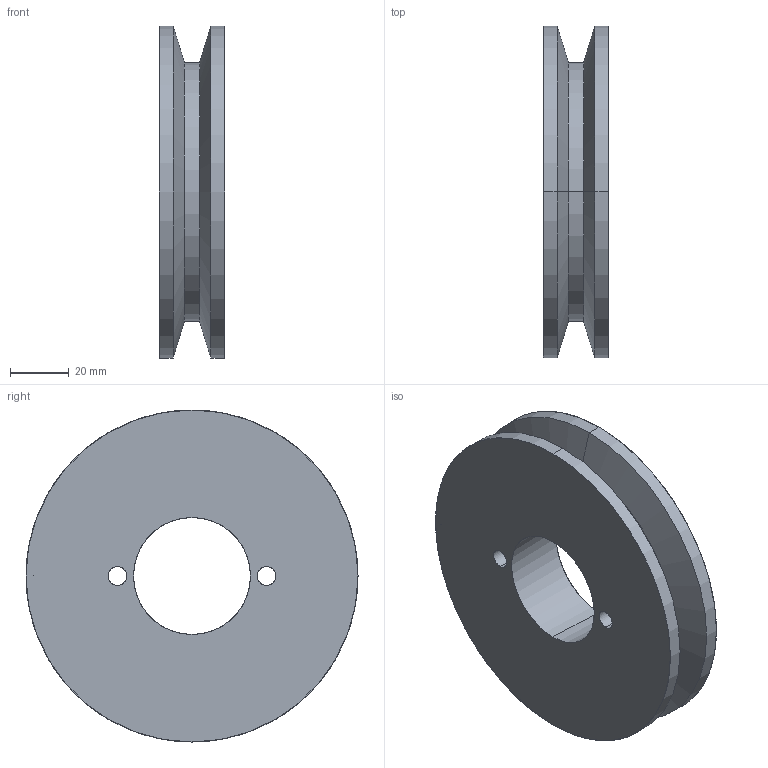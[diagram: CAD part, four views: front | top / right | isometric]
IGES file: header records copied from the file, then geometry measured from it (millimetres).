
Start section: SolidWorks IGES file using analytic representation for surfaces
Global section: file name: BKBK47H10191247212895.igs; native system: SolidWorks 2012; preprocessor: SolidWorks 2012; author: partstream; date: 121019.124728; units: inch
Bounding box: 22.23 x 113.03 x 113.03 mm (x, y, z)
Surface area: 34090.2 mm2 (no closed solid volume)
Topology: 0 solids, 0 shells, 56 faces, 588 edges, 588 vertices
Faces by surface type: bspline 40, revolution 16
